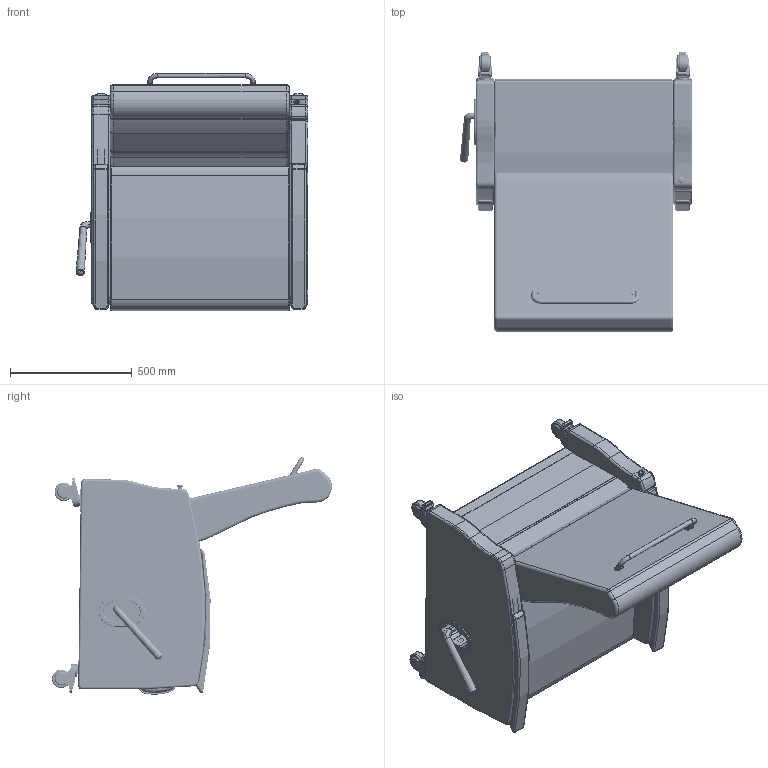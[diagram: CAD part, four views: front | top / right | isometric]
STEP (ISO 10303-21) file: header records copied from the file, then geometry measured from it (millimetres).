
FILE_DESCRIPTION(/* description */ (''),/* implementation_level */ '2;1');
FILE_NAME(/* name */ 'KBC1167U.stp',/* time_stamp */ '2017-09-15T09:22:40-04:00',/* author */ ('emehringer'),/* organization */ (''),/* preprocessor_version */ 'ST-DEVELOPER v16.5',/* originating_system */ 'Autodesk Inventor 2017',/* authorisation */ '');
FILE_SCHEMA (('AUTOMOTIVE_DESIGN { 1 0 10303 214 3 1 1 }'));
Products named in the file (51): KBC1167U-W-J; 5030 UKP; 7030 USEAT; 5030 UKO; BEZEL-1; E1010-1 ACARM L; E1067-1 LARM R; FD400-2 R; E1010-1 MAC BLK; E4030 UBACK FLAP; UBACK O1030; CAST COL 4inSLB; _NG-03AMP-125-TL-TP01_fork; _TP01_Next Generation Series_0; _NG-03QDP-125-SW-TP01_rivet; _NG-03AMP-125-TL-TP01_wheel_core; _NG-03AMP-125-TL-TP01_wheel_tread; _NG-03AMP-125-TL-TP01_wheel_guard; _NG-03AMP-125-TL-TP01_wheel_tguard; _NG-03AMP-125-TL-TP01_cap; PB3; PUSH BAR 17.625; PUSH BAR 17.625_1; PUSH BAR 17.625 right side; 1420X1.5 PSHPB; Knob and spring; HINGE 22 NEW (closed); HINGE 22 NEW; HINGE 22 NEW PIN; 7000-2 CON PLT; CABLE LEVER; 1060 ARM L; 1060-20L; 1060-20; E1017-1-04; E1017-1-04_1; 1060-21L; 1060-21-A; ROLLOVER T-NUT .25 (FOR 18MM); ACBL 103 ...
Assembly tree (128 placements, depth 4):
  KBC1167U-W-J
    5030 UKP
    7030 USEAT
    5030 UKO
    BEZEL-1
    E1010-1 ACARM L
    E1067-1 LARM R
    FD400-2 R
    E1010-1 MAC BLK  x2
    E4030 UBACK FLAP
    UBACK O1030
    CAST COL 4inSLB  x4
      _NG-03AMP-125-TL-TP01_fork
      _TP01_Next Generation Series_0
      _NG-03QDP-125-SW-TP01_rivet
      _NG-03AMP-125-TL-TP01_wheel_core
      _NG-03AMP-125-TL-TP01_wheel_tread
      _NG-03AMP-125-TL-TP01_wheel_guard
      _NG-03AMP-125-TL-TP01_wheel_tguard
      _NG-03AMP-125-TL-TP01_cap
    PB3
      PUSH BAR 17.625
        PUSH BAR 17.625_1
        PUSH BAR 17.625 right side
      1420X1.5 PSHPB  x2
    Knob and spring
    HINGE 22 NEW (closed)
      HINGE 22 NEW  x2
      HINGE 22 NEW PIN
    7000-2 CON PLT
    CABLE LEVER
    1060 ARM L
      1060-20L
        1060-20
        ROLLOVER T-NUT .25 (FOR 18MM)  x7
      E1017-1-04
        E1017-1-04_1
        ROLLOVER T-NUT .25 (FOR 18MM)  x2
      1060-21L
        1060-21-A
        ROLLOVER T-NUT .25 (FOR 18MM)  x10
      ACBL 103
      ACBL-1 102  x3
      E1017-2-04A
      E1017-2-04A_1
      E1017-2-04A_2  x2
      1/4-20X2-1/4 PHIL. TRUSS HEAD  x4
      STAPLE 7-32 X 1.375  x16
      STAPLE1.5  x33
    HDL 3000 BLK
      HDL 3000 BLKPLASTIC
      HDL 3000 BLK METAL
    EC3017 WRAP
Bounding box: 954.15 x 1151.89 x 976.75 mm (x, y, z)
Volume: 225878890.8 mm3; surface area: 10222616 mm2
Topology: 145 solids, 260 shells, 4549 faces, 11701 edges, 7434 vertices
Faces by surface type: plane 1994, cylinder 1887, torus 306, sphere 165, bspline 99, cone 98
Full cylindrical faces by diameter (mm): 2.794 x1, 5.953 x1, 6.35 x25, 7.671 x19, 7.925 x2, 7.938 x31, 10.541 x2, 11.112 x8, 11.989 x4, 12.497 x2, 12.7 x1, 14.287 x4, 14.554 x4, 14.877 x4, 15.062 x4, 15.24 x8, 19.05 x3, 19.075 x4, 23.812 x1, 25.4 x4, 30.162 x1, 31.75 x2, 38.049 x4, 44.298 x4, 52.273 x4, 55.372 x8, 57.15 x8, 76.2 x4
Entity records: 69491 total; most frequent: CARTESIAN_POINT 24641, DIRECTION 9349, ORIENTED_EDGE 8360, EDGE_CURVE 4446, AXIS2_PLACEMENT_3D 3562, VERTEX_POINT 3038, LINE 2225, VECTOR 2225
